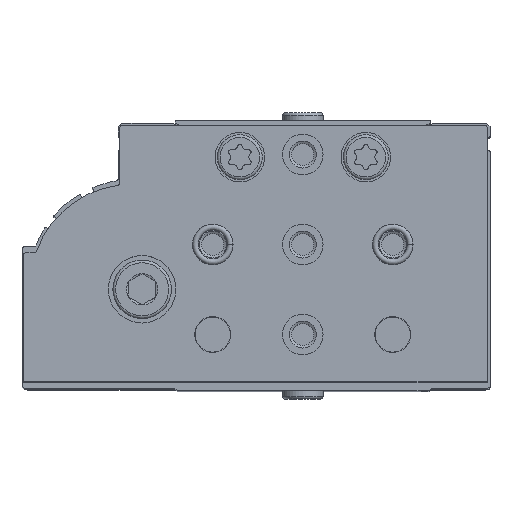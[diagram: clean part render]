
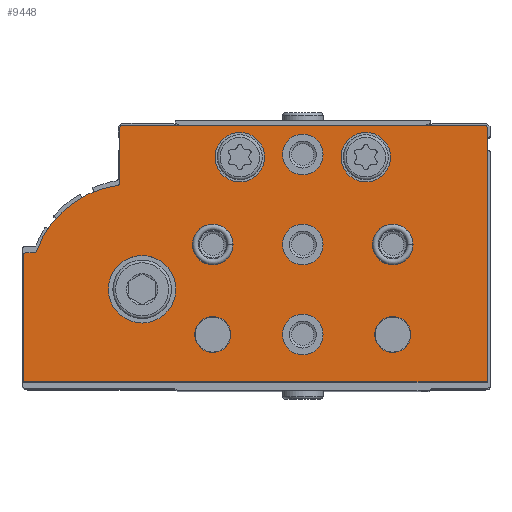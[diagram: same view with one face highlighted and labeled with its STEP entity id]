
A CAD part, top view. The second image highlights one B-rep face of the part: STEP entity #9448.
In plain terms, the highlighted face is planar.
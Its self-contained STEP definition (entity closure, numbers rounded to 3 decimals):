
#951=LINE('',#15834,#1681);
#953=LINE('',#15838,#1683);
#955=LINE('',#15842,#1685);
#958=LINE('',#15850,#1688);
#963=LINE('',#15866,#1693);
#966=LINE('',#15874,#1696);
#1681=VECTOR('',#12763,1000.);
#1683=VECTOR('',#12767,1000.);
#1685=VECTOR('',#12771,1000.);
#1688=VECTOR('',#12780,1000.);
#1693=VECTOR('',#12799,1000.);
#1696=VECTOR('',#12808,1000.);
#3605=ORIENTED_EDGE('',*,*,#5355,.T.);
#3606=ORIENTED_EDGE('',*,*,#5356,.T.);
#3607=ORIENTED_EDGE('',*,*,#5357,.T.);
#3608=ORIENTED_EDGE('',*,*,#5358,.T.);
#3609=ORIENTED_EDGE('',*,*,#5359,.T.);
#3610=ORIENTED_EDGE('',*,*,#5360,.T.);
#3611=ORIENTED_EDGE('',*,*,#5361,.T.);
#3612=ORIENTED_EDGE('',*,*,#5362,.T.);
#3613=ORIENTED_EDGE('',*,*,#5363,.T.);
#3614=ORIENTED_EDGE('',*,*,#5364,.T.);
#3615=ORIENTED_EDGE('',*,*,#5330,.F.);
#3616=ORIENTED_EDGE('',*,*,#5353,.F.);
#3617=ORIENTED_EDGE('',*,*,#5351,.F.);
#3618=ORIENTED_EDGE('',*,*,#5349,.F.);
#3619=ORIENTED_EDGE('',*,*,#5347,.T.);
#3620=ORIENTED_EDGE('',*,*,#5345,.F.);
#3621=ORIENTED_EDGE('',*,*,#5343,.T.);
#3622=ORIENTED_EDGE('',*,*,#5341,.F.);
#3623=ORIENTED_EDGE('',*,*,#5339,.F.);
#3624=ORIENTED_EDGE('',*,*,#5337,.F.);
#3625=ORIENTED_EDGE('',*,*,#5335,.F.);
#3626=ORIENTED_EDGE('',*,*,#5333,.F.);
#5330=EDGE_CURVE('',#6383,#6384,#6969,.T.);
#5333=EDGE_CURVE('',#6384,#6385,#951,.T.);
#5335=EDGE_CURVE('',#6385,#6386,#953,.T.);
#5337=EDGE_CURVE('',#6386,#6387,#955,.T.);
#5339=EDGE_CURVE('',#6387,#6388,#6970,.T.);
#5341=EDGE_CURVE('',#6388,#6389,#958,.T.);
#5343=EDGE_CURVE('',#6390,#6389,#6971,.T.);
#5345=EDGE_CURVE('',#6390,#6391,#6972,.T.);
#5347=EDGE_CURVE('',#6392,#6391,#6973,.T.);
#5349=EDGE_CURVE('',#6392,#6393,#963,.T.);
#5351=EDGE_CURVE('',#6393,#6394,#6974,.T.);
#5353=EDGE_CURVE('',#6394,#6383,#966,.T.);
#5355=EDGE_CURVE('',#6395,#6395,#6975,.T.);
#5356=EDGE_CURVE('',#6396,#6396,#6976,.T.);
#5357=EDGE_CURVE('',#6397,#6397,#6977,.T.);
#5358=EDGE_CURVE('',#6398,#6398,#6978,.T.);
#5359=EDGE_CURVE('',#6399,#6399,#6979,.T.);
#5360=EDGE_CURVE('',#6400,#6400,#6980,.T.);
#5361=EDGE_CURVE('',#6401,#6401,#6981,.T.);
#5362=EDGE_CURVE('',#6402,#6402,#6982,.T.);
#5363=EDGE_CURVE('',#6403,#6403,#6983,.T.);
#5364=EDGE_CURVE('',#6404,#6404,#6984,.T.);
#6383=VERTEX_POINT('',#15829);
#6384=VERTEX_POINT('',#15830);
#6385=VERTEX_POINT('',#15835);
#6386=VERTEX_POINT('',#15839);
#6387=VERTEX_POINT('',#15843);
#6388=VERTEX_POINT('',#15847);
#6389=VERTEX_POINT('',#15851);
#6390=VERTEX_POINT('',#15855);
#6391=VERTEX_POINT('',#15859);
#6392=VERTEX_POINT('',#15863);
#6393=VERTEX_POINT('',#15867);
#6394=VERTEX_POINT('',#15871);
#6395=VERTEX_POINT('',#15878);
#6396=VERTEX_POINT('',#15880);
#6397=VERTEX_POINT('',#15882);
#6398=VERTEX_POINT('',#15884);
#6399=VERTEX_POINT('',#15886);
#6400=VERTEX_POINT('',#15888);
#6401=VERTEX_POINT('',#15890);
#6402=VERTEX_POINT('',#15892);
#6403=VERTEX_POINT('',#15894);
#6404=VERTEX_POINT('',#15896);
#6969=CIRCLE('',#10417,0.5);
#6970=CIRCLE('',#10422,0.5);
#6971=CIRCLE('',#10425,0.5);
#6972=CIRCLE('',#10427,22.5);
#6973=CIRCLE('',#10429,0.5);
#6974=CIRCLE('',#10432,0.5);
#6975=CIRCLE('',#10435,7.5);
#6976=CIRCLE('',#10436,4.5);
#6977=CIRCLE('',#10437,5.5);
#6978=CIRCLE('',#10438,5.5);
#6979=CIRCLE('',#10439,4.5);
#6980=CIRCLE('',#10440,4.5);
#6981=CIRCLE('',#10441,4.5);
#6982=CIRCLE('',#10442,4.);
#6983=CIRCLE('',#10443,4.5);
#6984=CIRCLE('',#10444,4.);
#7655=EDGE_LOOP('',(#3605));
#7656=EDGE_LOOP('',(#3606));
#7657=EDGE_LOOP('',(#3607));
#7658=EDGE_LOOP('',(#3608));
#7659=EDGE_LOOP('',(#3609));
#7660=EDGE_LOOP('',(#3610));
#7661=EDGE_LOOP('',(#3611));
#7662=EDGE_LOOP('',(#3612));
#7663=EDGE_LOOP('',(#3613));
#7664=EDGE_LOOP('',(#3614));
#7665=EDGE_LOOP('',(#3615,#3616,#3617,#3618,#3619,#3620,#3621,#3622,#3623,
#3624,#3625,#3626));
#8473=FACE_BOUND('',#7655,.T.);
#8474=FACE_BOUND('',#7656,.T.);
#8475=FACE_BOUND('',#7657,.T.);
#8476=FACE_BOUND('',#7658,.T.);
#8477=FACE_BOUND('',#7659,.T.);
#8478=FACE_BOUND('',#7660,.T.);
#8479=FACE_BOUND('',#7661,.T.);
#8480=FACE_BOUND('',#7662,.T.);
#8481=FACE_BOUND('',#7663,.T.);
#8482=FACE_BOUND('',#7664,.T.);
#8483=FACE_BOUND('',#7665,.T.);
#8998=PLANE('',#10434);
#9448=ADVANCED_FACE('',(#8473,#8474,#8475,#8476,#8477,#8478,#8479,#8480,
#8481,#8482,#8483),#8998,.F.);
#10417=AXIS2_PLACEMENT_3D('',#15828,#12757,#12758);
#10422=AXIS2_PLACEMENT_3D('',#15846,#12775,#12776);
#10425=AXIS2_PLACEMENT_3D('',#15854,#12784,#12785);
#10427=AXIS2_PLACEMENT_3D('',#15858,#12789,#12790);
#10429=AXIS2_PLACEMENT_3D('',#15862,#12794,#12795);
#10432=AXIS2_PLACEMENT_3D('',#15870,#12803,#12804);
#10434=AXIS2_PLACEMENT_3D('',#15876,#12810,#12811);
#10435=AXIS2_PLACEMENT_3D('',#15877,#12812,#12813);
#10436=AXIS2_PLACEMENT_3D('',#15879,#12814,#12815);
#10437=AXIS2_PLACEMENT_3D('',#15881,#12816,#12817);
#10438=AXIS2_PLACEMENT_3D('',#15883,#12818,#12819);
#10439=AXIS2_PLACEMENT_3D('',#15885,#12820,#12821);
#10440=AXIS2_PLACEMENT_3D('',#15887,#12822,#12823);
#10441=AXIS2_PLACEMENT_3D('',#15889,#12824,#12825);
#10442=AXIS2_PLACEMENT_3D('',#15891,#12826,#12827);
#10443=AXIS2_PLACEMENT_3D('',#15893,#12828,#12829);
#10444=AXIS2_PLACEMENT_3D('',#15895,#12830,#12831);
#12757=DIRECTION('',(0.,0.,1.));
#12758=DIRECTION('',(1.,0.,0.));
#12763=DIRECTION('',(0.,-1.,0.));
#12767=DIRECTION('',(1.,0.,0.));
#12771=DIRECTION('',(0.,1.,0.));
#12775=DIRECTION('',(0.,0.,1.));
#12776=DIRECTION('',(1.,0.,0.));
#12780=DIRECTION('',(-1.,0.,0.));
#12784=DIRECTION('',(0.,0.,1.));
#12785=DIRECTION('',(1.,0.,0.));
#12789=DIRECTION('',(0.,0.,1.));
#12790=DIRECTION('',(1.,0.,0.));
#12794=DIRECTION('',(0.,0.,1.));
#12795=DIRECTION('',(1.,0.,0.));
#12799=DIRECTION('',(0.,1.,0.));
#12803=DIRECTION('',(0.,0.,1.));
#12804=DIRECTION('',(1.,0.,0.));
#12808=DIRECTION('',(-1.,0.,0.));
#12810=DIRECTION('',(0.,0.,1.));
#12811=DIRECTION('',(1.,0.,0.));
#12812=DIRECTION('',(0.,0.,1.));
#12813=DIRECTION('',(1.,0.,0.));
#12814=DIRECTION('',(0.,0.,1.));
#12815=DIRECTION('',(1.,0.,0.));
#12816=DIRECTION('',(0.,0.,1.));
#12817=DIRECTION('',(1.,0.,0.));
#12818=DIRECTION('',(0.,0.,1.));
#12819=DIRECTION('',(1.,0.,0.));
#12820=DIRECTION('',(0.,0.,1.));
#12821=DIRECTION('',(1.,0.,0.));
#12822=DIRECTION('',(0.,0.,1.));
#12823=DIRECTION('',(1.,0.,0.));
#12824=DIRECTION('',(0.,0.,1.));
#12825=DIRECTION('',(1.,0.,0.));
#12826=DIRECTION('',(0.,0.,1.));
#12827=DIRECTION('',(1.,0.,0.));
#12828=DIRECTION('',(0.,0.,1.));
#12829=DIRECTION('',(1.,0.,0.));
#12830=DIRECTION('',(0.,0.,1.));
#12831=DIRECTION('',(1.,0.,0.));
#15828=CARTESIAN_POINT('',(0.5,56.5,0.));
#15829=CARTESIAN_POINT('',(0.5,57.,0.));
#15830=CARTESIAN_POINT('',(0.,56.5,0.));
#15834=CARTESIAN_POINT('',(0.,56.5,0.));
#15835=CARTESIAN_POINT('',(0.,0.,0.));
#15838=CARTESIAN_POINT('',(0.,0.,0.));
#15839=CARTESIAN_POINT('',(103.,0.,0.));
#15842=CARTESIAN_POINT('',(103.,0.,0.));
#15843=CARTESIAN_POINT('',(103.,28.2,0.));
#15846=CARTESIAN_POINT('',(102.5,28.2,0.));
#15847=CARTESIAN_POINT('',(102.5,28.7,0.));
#15850=CARTESIAN_POINT('',(102.5,28.7,0.));
#15851=CARTESIAN_POINT('',(100.637,28.7,0.));
#15854=CARTESIAN_POINT('',(100.637,29.2,0.));
#15855=CARTESIAN_POINT('',(100.167,29.03,0.));
#15858=CARTESIAN_POINT('',(79.,21.4,0.));
#15859=CARTESIAN_POINT('',(82.033,43.695,0.));
#15862=CARTESIAN_POINT('',(82.1,44.19,0.));
#15863=CARTESIAN_POINT('',(81.6,44.19,0.));
#15866=CARTESIAN_POINT('',(81.6,44.19,0.));
#15867=CARTESIAN_POINT('',(81.6,56.5,0.));
#15870=CARTESIAN_POINT('',(81.1,56.5,0.));
#15871=CARTESIAN_POINT('',(81.1,57.,0.));
#15874=CARTESIAN_POINT('',(81.1,57.,0.));
#15876=CARTESIAN_POINT('',(0.5,56.5,0.));
#15877=CARTESIAN_POINT('',(76.65,20.6,0.));
#15878=CARTESIAN_POINT('',(84.15,20.6,0.));
#15879=CARTESIAN_POINT('',(40.95,50.55,0.));
#15880=CARTESIAN_POINT('',(45.45,50.55,0.));
#15881=CARTESIAN_POINT('',(54.95,49.95,0.));
#15882=CARTESIAN_POINT('',(60.45,49.95,0.));
#15883=CARTESIAN_POINT('',(26.95,49.95,0.));
#15884=CARTESIAN_POINT('',(32.45,49.95,0.));
#15885=CARTESIAN_POINT('',(60.95,30.55,0.));
#15886=CARTESIAN_POINT('',(65.45,30.55,0.));
#15887=CARTESIAN_POINT('',(40.95,30.55,0.));
#15888=CARTESIAN_POINT('',(45.45,30.55,0.));
#15889=CARTESIAN_POINT('',(20.95,30.55,0.));
#15890=CARTESIAN_POINT('',(25.45,30.55,0.));
#15891=CARTESIAN_POINT('',(60.95,10.55,0.));
#15892=CARTESIAN_POINT('',(64.95,10.55,0.));
#15893=CARTESIAN_POINT('',(40.95,10.55,0.));
#15894=CARTESIAN_POINT('',(45.45,10.55,0.));
#15895=CARTESIAN_POINT('',(20.95,10.55,0.));
#15896=CARTESIAN_POINT('',(24.95,10.55,0.));
